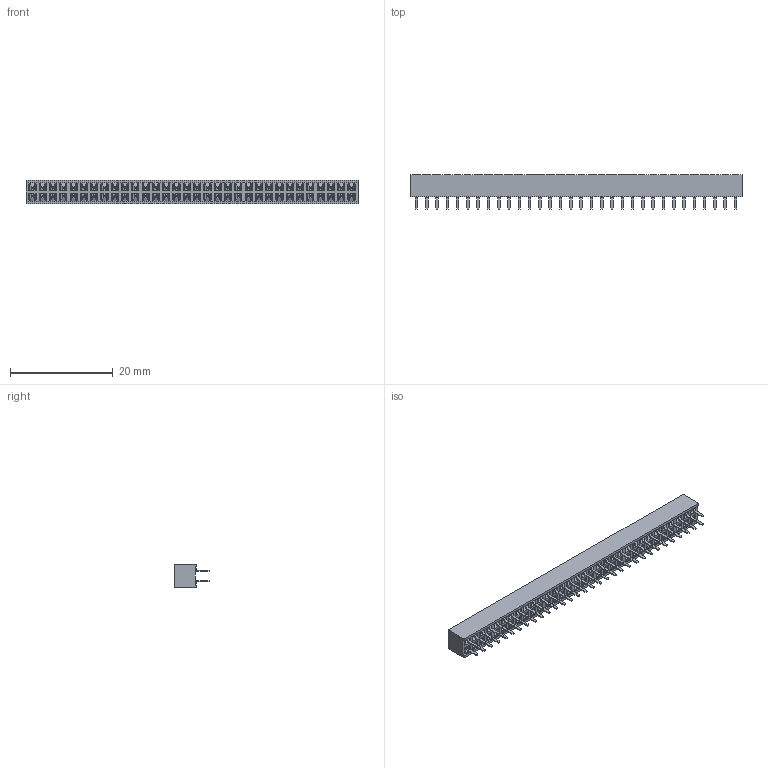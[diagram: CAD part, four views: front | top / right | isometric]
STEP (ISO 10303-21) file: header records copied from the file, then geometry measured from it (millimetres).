
FILE_DESCRIPTION((''),'2;1');
FILE_NAME('FFH20001-D64S1014K6K_ASM','2024-05-13T',('工程三'),(''),'PRO/ENGINEER BY PARAMETRIC TECHNOLOGY CORPORATION, 2010280','PRO/ENGINEER BY PARAMETRIC TECHNOLOGY CORPORATION, 2010280','');
FILE_SCHEMA(('CONFIG_CONTROL_DESIGN'));
Products named in the file (1): FFH20001-D64S1014K6K_ASM
Bounding box: 64.5 x 6.7 x 4.5 mm (x, y, z)
Volume: 684.7 mm3; surface area: 4179.8 mm2
Topology: 1 solids, 65 shells, 5130 faces, 14616 edges, 9616 vertices
Faces by surface type: plane 3594, cylinder 1536
Entity records: 167439 total; most frequent: CARTESIAN_POINT 35891, ORIENTED_EDGE 29232, DIRECTION 24750, EDGE_CURVE 14616, VECTOR 10904, LINE 10904, VERTEX_POINT 9616, AXIS2_PLACEMENT_3D 6923
